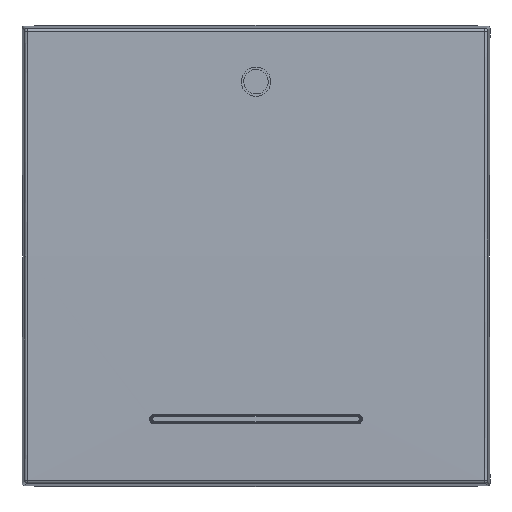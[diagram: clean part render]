
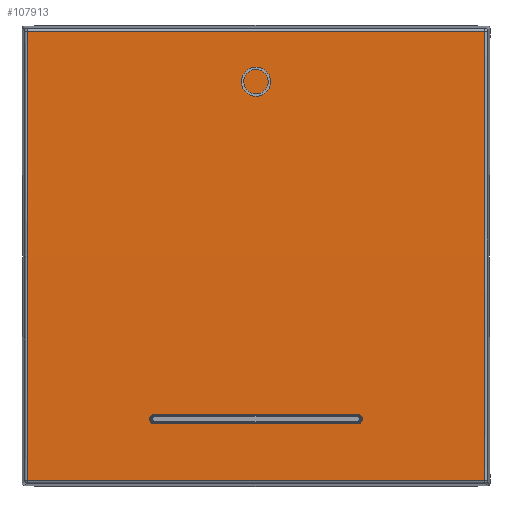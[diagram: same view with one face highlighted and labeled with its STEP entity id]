
A CAD part, top view. The second image highlights one B-rep face of the part: STEP entity #107913.
In plain terms, the highlighted cylindrical face has radius 1600 mm (diameter 3200 mm), a partial arc.
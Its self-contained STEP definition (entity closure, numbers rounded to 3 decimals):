
#86548=CARTESIAN_POINT('',(-27.202,7.71,
26.707));
#86549=CARTESIAN_POINT('',(-27.2,7.77,
23.124));
#86550=CARTESIAN_POINT('',(-27.196,7.864,
16.006));
#86551=CARTESIAN_POINT('',(-27.193,7.934,
5.746));
#86552=CARTESIAN_POINT('',(-27.193,7.938,
-4.91));
#86553=CARTESIAN_POINT('',(-27.196,7.867,
-15.784));
#86554=CARTESIAN_POINT('',(-27.2,7.771,
-23.056));
#86555=CARTESIAN_POINT('',(-27.202,7.71,
-26.707));
#86557=DIRECTION('',(1.,0.,0.));
#86558=VECTOR('',#86557,54.405);
#86559=CARTESIAN_POINT('',(-27.202,7.71,
-26.707));
#86560=LINE('22880',#86559,#86558);
#86561=CARTESIAN_POINT('',(27.202,7.71,
-26.707));
#86562=CARTESIAN_POINT('',(27.2,7.77,
-23.124));
#86563=CARTESIAN_POINT('',(27.196,7.864,
-16.006));
#86564=CARTESIAN_POINT('',(27.193,7.934,
-5.745));
#86565=CARTESIAN_POINT('',(27.193,7.938,4.91));
#86566=CARTESIAN_POINT('',(27.196,7.867,15.784));
#86567=CARTESIAN_POINT('',(27.2,7.771,23.056));
#86568=CARTESIAN_POINT('',(27.202,7.71,26.707));
#86570=DIRECTION('',(-1.,0.,0.));
#86571=VECTOR('',#86570,54.405);
#86572=CARTESIAN_POINT('',(27.202,7.71,26.707));
#86573=LINE('22886',#86572,#86571);
#86574=CARTESIAN_POINT('',(-12.1,7.809,19.947));
#86575=CARTESIAN_POINT('',(-12.123,7.809,
19.947));
#86576=CARTESIAN_POINT('',(-12.168,7.809,
19.944));
#86577=CARTESIAN_POINT('',(-12.236,7.809,
19.932));
#86578=CARTESIAN_POINT('',(-12.302,7.809,
19.91));
#86579=CARTESIAN_POINT('',(-12.364,7.809,
19.881));
#86580=CARTESIAN_POINT('',(-12.422,7.81,
19.844));
#86581=CARTESIAN_POINT('',(-12.475,7.81,
19.8));
#86582=CARTESIAN_POINT('',(-12.522,7.811,
19.75));
#86583=CARTESIAN_POINT('',(-12.562,7.812,
19.695));
#86584=CARTESIAN_POINT('',(-12.596,7.812,
19.634));
#86585=CARTESIAN_POINT('',(-12.621,7.813,
19.571));
#86586=CARTESIAN_POINT('',(-12.638,7.814,
19.504));
#86587=CARTESIAN_POINT('',(-12.647,7.815,
19.436));
#86588=CARTESIAN_POINT('',(-12.647,7.816,
19.367));
#86589=CARTESIAN_POINT('',(-12.638,7.817,
19.299));
#86590=CARTESIAN_POINT('',(-12.621,7.817,
19.232));
#86591=CARTESIAN_POINT('',(-12.596,7.818,
19.168));
#86592=CARTESIAN_POINT('',(-12.563,7.819,
19.108));
#86593=CARTESIAN_POINT('',(-12.523,7.819,
19.052));
#86594=CARTESIAN_POINT('',(-12.476,7.82,
19.002));
#86595=CARTESIAN_POINT('',(-12.423,7.821,
18.958));
#86596=CARTESIAN_POINT('',(-12.365,7.821,
18.921));
#86597=CARTESIAN_POINT('',(-12.302,7.821,
18.892));
#86598=CARTESIAN_POINT('',(-12.237,7.822,
18.87));
#86599=CARTESIAN_POINT('',(-12.169,7.822,
18.857));
#86600=CARTESIAN_POINT('',(-12.123,7.822,
18.854));
#86601=CARTESIAN_POINT('',(-12.1,7.822,18.854));
#86603=DIRECTION('',(-1.,0.,0.));
#86604=VECTOR('',#86603,24.2);
#86605=CARTESIAN_POINT('',(12.1,7.809,19.947));
#86606=LINE('22921',#86605,#86604);
#86607=CARTESIAN_POINT('',(12.1,7.822,18.854));
#86608=CARTESIAN_POINT('',(12.123,7.822,18.854));
#86609=CARTESIAN_POINT('',(12.168,7.822,18.857));
#86610=CARTESIAN_POINT('',(12.236,7.822,18.87));
#86611=CARTESIAN_POINT('',(12.302,7.821,18.891));
#86612=CARTESIAN_POINT('',(12.364,7.821,18.921));
#86613=CARTESIAN_POINT('',(12.422,7.821,18.958));
#86614=CARTESIAN_POINT('',(12.475,7.82,19.001));
#86615=CARTESIAN_POINT('',(12.522,7.819,19.051));
#86616=CARTESIAN_POINT('',(12.562,7.819,19.107));
#86617=CARTESIAN_POINT('',(12.596,7.818,19.167));
#86618=CARTESIAN_POINT('',(12.621,7.817,19.231));
#86619=CARTESIAN_POINT('',(12.638,7.817,19.298));
#86620=CARTESIAN_POINT('',(12.647,7.816,19.366));
#86621=CARTESIAN_POINT('',(12.647,7.815,19.435));
#86622=CARTESIAN_POINT('',(12.638,7.814,19.503));
#86623=CARTESIAN_POINT('',(12.621,7.813,19.57));
#86624=CARTESIAN_POINT('',(12.596,7.812,19.633));
#86625=CARTESIAN_POINT('',(12.563,7.812,19.694));
#86626=CARTESIAN_POINT('',(12.523,7.811,19.75));
#86627=CARTESIAN_POINT('',(12.476,7.81,19.8));
#86628=CARTESIAN_POINT('',(12.423,7.81,19.843));
#86629=CARTESIAN_POINT('',(12.365,7.809,19.881));
#86630=CARTESIAN_POINT('',(12.302,7.809,19.91));
#86631=CARTESIAN_POINT('',(12.237,7.809,19.931));
#86632=CARTESIAN_POINT('',(12.169,7.809,19.944));
#86633=CARTESIAN_POINT('',(12.123,7.809,19.947));
#86634=CARTESIAN_POINT('',(12.1,7.809,19.947));
#86636=DIRECTION('',(1.,0.,0.));
#86637=VECTOR('',#86636,24.2);
#86638=CARTESIAN_POINT('',(-12.1,7.822,18.854));
#86639=LINE('22917',#86638,#86637);
#101814=VERTEX_POINT('',#86548);
#101815=VERTEX_POINT('',#86555);
#101816=CARTESIAN_POINT('',(27.202,7.71,
-26.707));
#101817=VERTEX_POINT('',#101816);
#101818=VERTEX_POINT('',#86568);
#101819=VERTEX_POINT('',#86574);
#101820=VERTEX_POINT('',#86601);
#101821=CARTESIAN_POINT('',(12.1,7.822,18.854));
#101822=VERTEX_POINT('',#101821);
#101823=VERTEX_POINT('',#86634);
#107889=CARTESIAN_POINT('',(-27.8,-1592.067,0.));
#107890=DIRECTION('',(1.,0.,0.));
#107891=DIRECTION('',(0.,0.,-1.));
#107892=AXIS2_PLACEMENT_3D('',#107889,#107890,#107891);
#107893=CYLINDRICAL_SURFACE('22866',#107892,1600.);
#107895=ORIENTED_EDGE('22877',*,*,#107894,.T.);
#107897=ORIENTED_EDGE('22880',*,*,#107896,.T.);
#107899=ORIENTED_EDGE('22883',*,*,#107898,.T.);
#107901=ORIENTED_EDGE('22886',*,*,#107900,.T.);
#107902=EDGE_LOOP('22866',(#107895,#107897,#107899,#107901));
#107903=FACE_OUTER_BOUND('22866',#107902,.F.);
#107905=ORIENTED_EDGE('22915',*,*,#107904,.F.);
#107907=ORIENTED_EDGE('22921',*,*,#107906,.F.);
#107909=ORIENTED_EDGE('22919',*,*,#107908,.F.);
#107910=ORIENTED_EDGE('22917',*,*,#107879,.F.);
#107911=EDGE_LOOP('22866',(#107905,#107907,#107909,#107910));
#107912=FACE_BOUND('22866',#107911,.F.);
#86556=B_SPLINE_CURVE_WITH_KNOTS('22877',3,(#86548,#86549,#86550,#86551,#86552,
#86553,#86554,#86555),.UNSPECIFIED.,.F.,.F.,(4,1,1,1,1,4),(0.,0.2,0.4,
0.6,0.8,1.),.UNSPECIFIED.);
#86569=B_SPLINE_CURVE_WITH_KNOTS('22883',3,(#86561,#86562,#86563,#86564,#86565,
#86566,#86567,#86568),.UNSPECIFIED.,.F.,.F.,(4,1,1,1,1,4),(0.,0.2,0.4,
0.6,0.8,1.),.UNSPECIFIED.);
#86602=B_SPLINE_CURVE_WITH_KNOTS('22915',3,(#86574,#86575,#86576,#86577,#86578,
#86579,#86580,#86581,#86582,#86583,#86584,#86585,#86586,#86587,#86588,#86589,
#86590,#86591,#86592,#86593,#86594,#86595,#86596,#86597,#86598,#86599,#86600,
#86601),.UNSPECIFIED.,.F.,.F.,(4,1,1,1,1,1,1,1,1,1,1,1,1,1,1,1,1,1,1,1,1,1,1,1,
1,4),(0.,0.04,0.08,0.12,0.16,0.2,0.24,0.28,0.32,0.36,0.4,
0.44,0.48,0.52,0.56,0.6,0.64,0.68,0.72,0.76,0.8,0.84,
0.88,0.92,0.96,1.),.UNSPECIFIED.);
#86635=B_SPLINE_CURVE_WITH_KNOTS('22919',3,(#86607,#86608,#86609,#86610,#86611,
#86612,#86613,#86614,#86615,#86616,#86617,#86618,#86619,#86620,#86621,#86622,
#86623,#86624,#86625,#86626,#86627,#86628,#86629,#86630,#86631,#86632,#86633,
#86634),.UNSPECIFIED.,.F.,.F.,(4,1,1,1,1,1,1,1,1,1,1,1,1,1,1,1,1,1,1,1,1,1,1,1,
1,4),(0.,0.04,0.08,0.12,0.16,0.2,0.24,0.28,0.32,0.36,0.4,
0.44,0.48,0.52,0.56,0.6,0.64,0.68,0.72,0.76,0.8,0.84,
0.88,0.92,0.96,1.),.UNSPECIFIED.);
#107879=EDGE_CURVE('22917',#101820,#101822,#86639,.T.);
#107894=EDGE_CURVE('22877',#101814,#101815,#86556,.T.);
#107896=EDGE_CURVE('22880',#101815,#101817,#86560,.T.);
#107898=EDGE_CURVE('22883',#101817,#101818,#86569,.T.);
#107900=EDGE_CURVE('22886',#101818,#101814,#86573,.T.);
#107904=EDGE_CURVE('22915',#101819,#101820,#86602,.T.);
#107906=EDGE_CURVE('22921',#101823,#101819,#86606,.T.);
#107908=EDGE_CURVE('22919',#101822,#101823,#86635,.T.);
#107913=ADVANCED_FACE('22866',(#107903,#107912),#107893,.T.);
